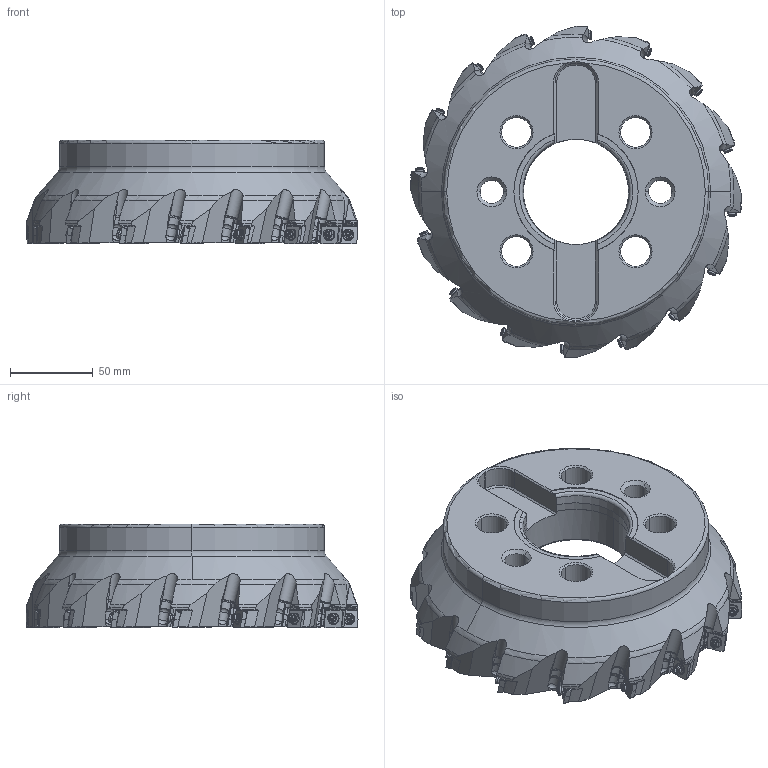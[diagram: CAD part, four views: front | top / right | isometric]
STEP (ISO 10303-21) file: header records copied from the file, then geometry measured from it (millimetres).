
FILE_DESCRIPTION(/* description */ (''),/* implementation_level */ '2;1');
FILE_NAME(/* name */ 'ASX400R0816M.stp',/* time_stamp */ '2021-09-08T11:41:52+09:00',/* author */ (''),/* organization */ (''),/* preprocessor_version */ 'ST-DEVELOPER v16',/* originating_system */ 'SIEMENS PLM Software NX 10.0',/* authorisation */ '');
FILE_SCHEMA (('AUTOMOTIVE_DESIGN { 1 0 10303 214 3 1 1 1 }'));
Products named in the file (1): ASX400R0816M_ASM
Bounding box: 199.66 x 200.32 x 62.72 mm (x, y, z)
Volume: 841485.2 mm3; surface area: 123562.7 mm2
Topology: 49 solids, 49 shells, 2352 faces, 6741 edges, 4574 vertices
Faces by surface type: plane 924, cylinder 780, cone 344, torus 128, sphere 80, extrusion 64, bspline 32
Entity records: 96468 total; most frequent: CARTESIAN_POINT 34662, ORIENTED_EDGE 13130, DIRECTION 12074, EDGE_CURVE 6565, AXIS2_PLACEMENT_3D 4605, VERTEX_POINT 4407, VECTOR 2864, LINE 2800
